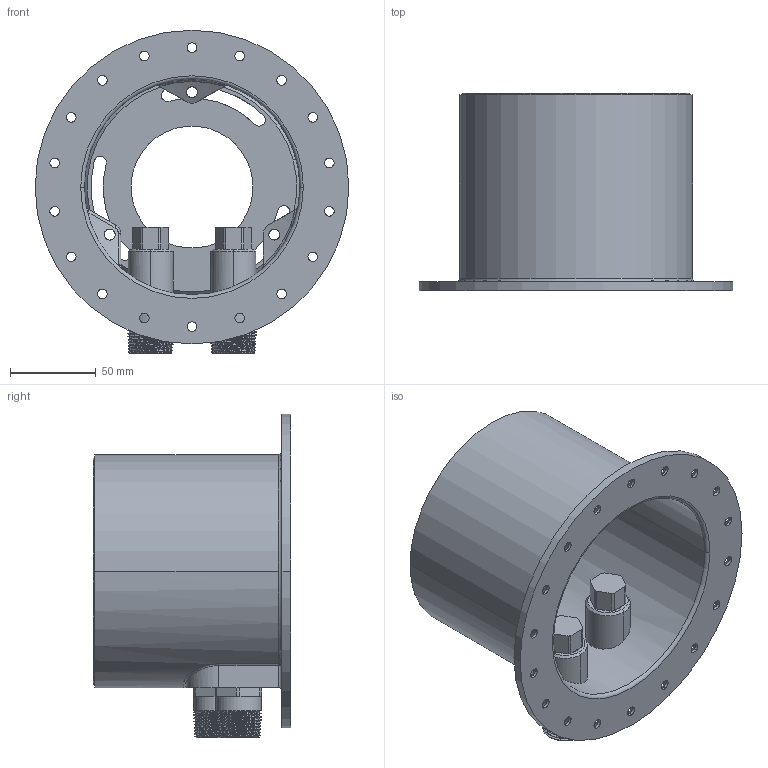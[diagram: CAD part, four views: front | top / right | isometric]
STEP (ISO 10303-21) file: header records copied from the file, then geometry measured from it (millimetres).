
FILE_DESCRIPTION((''),'2;1');
FILE_NAME('1-339','2025-04-21T20:55:40',('SwamiS'),(''),'CREO PARAMETRIC BY PTC INC, 2023134','CREO PARAMETRIC BY PTC INC, 2023134','');
FILE_SCHEMA(('CONFIG_CONTROL_DESIGN'));
Length unit declared in the file: inch
Products named in the file (1): 1-339
Bounding box: 182.88 x 115.06 x 188.59 mm (x, y, z)
Volume: 406200.7 mm3; surface area: 163731.9 mm2
Topology: 1 solids, 1 shells, 634 faces, 1742 edges, 1098 vertices
Faces by surface type: plane 240, cylinder 207, cone 131, bspline 49, torus 7
Entity records: 33617 total; most frequent: CARTESIAN_POINT 17801, ORIENTED_EDGE 3476, DIRECTION 3038, EDGE_CURVE 1738, VERTEX_POINT 1098, AXIS2_PLACEMENT_3D 1041, VECTOR 956, LINE 956
